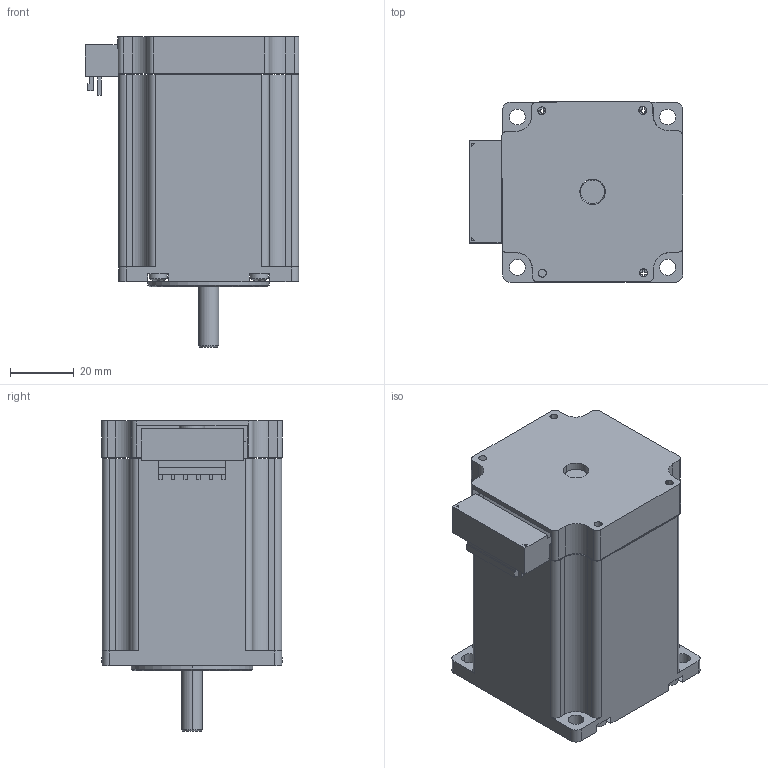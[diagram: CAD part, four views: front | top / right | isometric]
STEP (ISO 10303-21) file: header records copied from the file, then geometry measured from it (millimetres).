
FILE_DESCRIPTION((''),'2;1');
FILE_NAME('FL57STC76-2804AC','2021-03-19T16:43:38',('wuyong'),(''),'CREO PARAMETRIC BY PTC INC, 2017110','CREO PARAMETRIC BY PTC INC, 2017110','');
FILE_SCHEMA(('CONFIG_CONTROL_DESIGN'));
Length unit declared in the file: millimetre
Products named in the file (1): FL57STC76-2804AC
Bounding box: 66.97 x 56.54 x 97.4 mm (x, y, z)
Surface area: 24854 mm2 (no closed solid volume)
Topology: 0 solids, 12 shells, 164 faces, 652 edges, 496 vertices
Faces by surface type: plane 100, cylinder 50, sphere 8, cone 6
Entity records: 7083 total; most frequent: CARTESIAN_POINT 1597, DIRECTION 1161, ORIENTED_EDGE 975, EDGE_CURVE 652, VERTEX_POINT 496, VECTOR 435, LINE 435, AXIS2_PLACEMENT_3D 363
